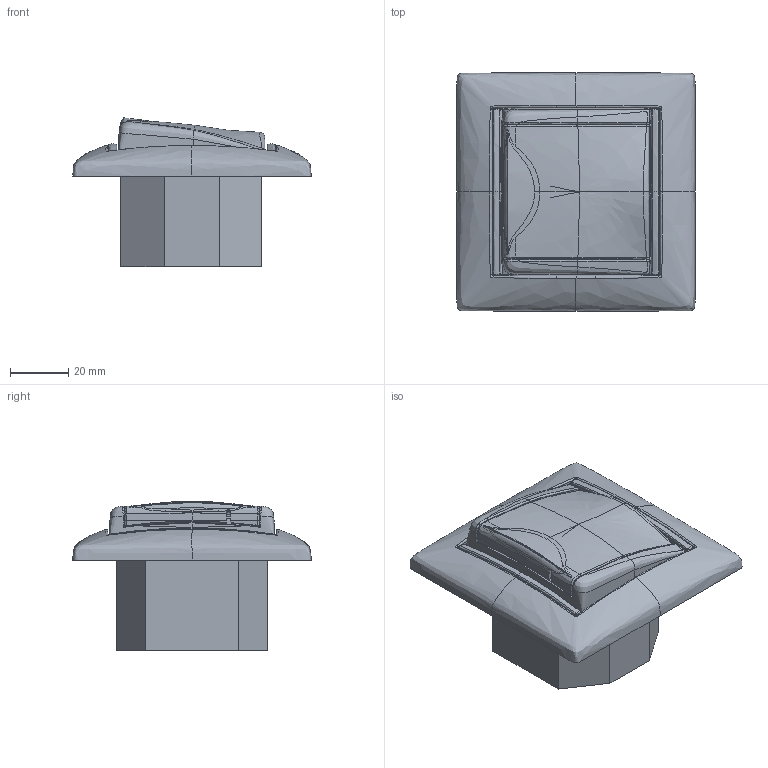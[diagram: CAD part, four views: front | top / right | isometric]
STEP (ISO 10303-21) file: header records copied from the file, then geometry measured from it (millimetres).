
FILE_DESCRIPTION(('STEP AP242'), '1');
FILE_NAME('4564564', '', ('UNSPECIFIED'), ('UNSPECIFIED'), 'C3D Converter', 'C3D Toolkit', '');
FILE_SCHEMA(('AP242_MANAGED_MODEL_BASED_3D_ENGINEERING_MIM_LF { 1 0 10303 442 1 1 4 }'));
Length unit declared in the file: millimetre
Products named in the file (1): БЕИВ.434434.025
Bounding box: 82 x 82 x 51.4 mm (x, y, z)
Volume: 130672.9 mm3; surface area: 40434.8 mm2
Topology: 1 solids, 3 shells, 1418 faces, 3865 edges, 2400 vertices
Faces by surface type: bspline 616, plane 491, cylinder 196, torus 43, cone 28, sphere 26, extrusion 18
Full cylindrical faces by diameter (mm): 3.1 x2
Entity records: 132397 total; most frequent: CARTESIAN_POINT 91807, ORIENTED_EDGE 7600, EDGE_CURVE 3800, DIRECTION 3562, VERTEX_POINT 2416, B_SPLINE_CURVE_WITH_KNOTS 2061, EDGE_LOOP 1442, FACE_BOUND 1439
